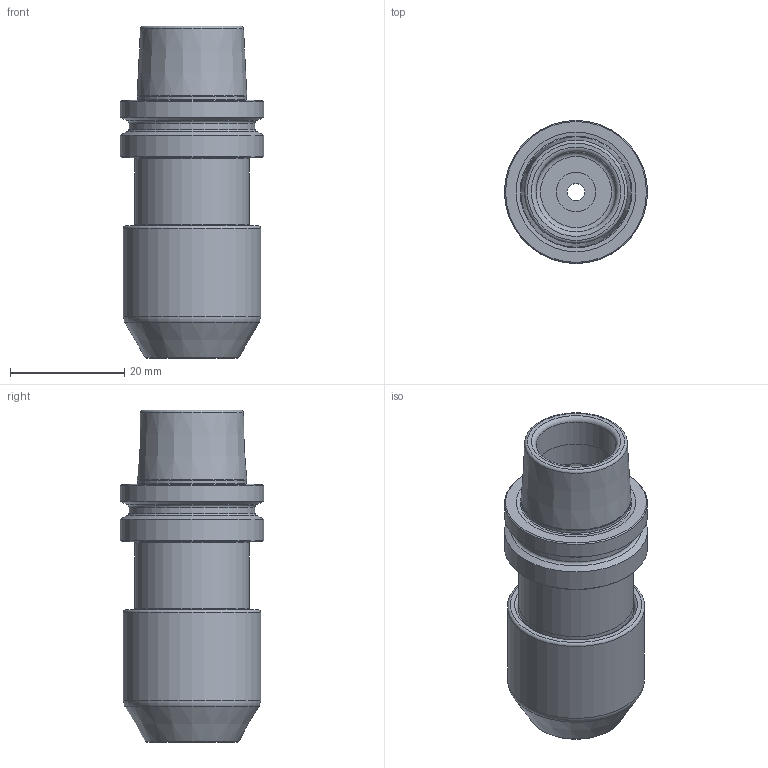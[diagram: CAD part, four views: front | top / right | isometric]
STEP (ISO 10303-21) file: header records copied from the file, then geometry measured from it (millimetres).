
FILE_DESCRIPTION(/* description */ ('Alibre Inc.'),/* implementation_level */ '2;1');
FILE_NAME(/* name */ 'export-E4BAD59A-2CC0-499A-AD23-D08A0106D725',/* time_stamp */ '2023-01-19T21:53:17+01:00',/* author */ (''),/* organization */ (''),/* preprocessor_version */ 'ST-DEVELOPER v17',/* originating_system */ 'Alibre',/* authorisation */ '');
FILE_SCHEMA (('AUTOMOTIVE_DESIGN'));
Length unit declared in the file: millimetre
Products named in the file (3): NOCUT
Bounding box: 25 x 25 x 58 mm (x, y, z)
Volume: 12983.3 mm3; surface area: 9631 mm2
Topology: 2 solids, 2 shells, 64 faces, 142 edges, 87 vertices
Faces by surface type: cylinder 20, torus 19, cone 16, plane 9
Full cylindrical faces by diameter (mm): 3 x1, 6.917 x1, 8.401 x1, 10.499 x1, 13.001 x1, 14 x2, 16.4 x1, 17.092 x1, 18.7 x1, 18.917 x1, 19.059 x1, 20 x2, 20.3 x2, 22 x1, 24 x1, 25 x2
Entity records: 1835 total; most frequent: DIRECTION 316, ORIENTED_EDGE 284, CARTESIAN_POINT 277, AXIS2_PLACEMENT_3D 154, EDGE_CURVE 142, VERTEX_POINT 87, CIRCLE 86, EDGE_LOOP 73
